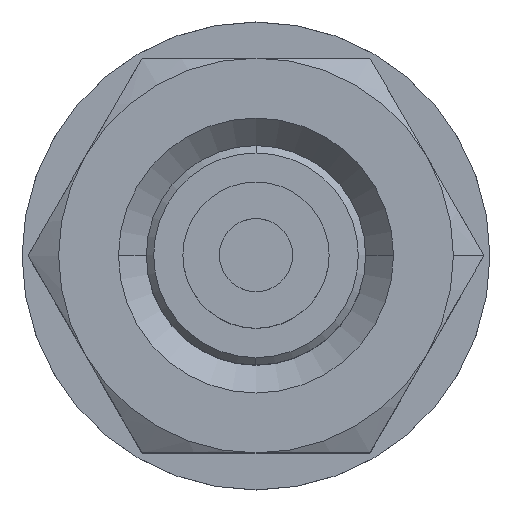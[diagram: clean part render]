
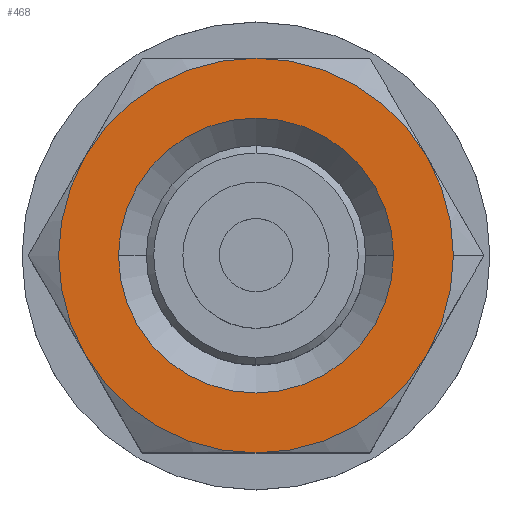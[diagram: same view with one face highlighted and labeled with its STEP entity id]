
A CAD part, top view. The second image highlights one B-rep face of the part: STEP entity #468.
In plain terms, the highlighted face is planar.
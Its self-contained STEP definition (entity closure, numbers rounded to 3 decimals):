
#19=CARTESIAN_POINT('',(0.,-2.3,0.));
#20=DIRECTION('',(0.,1.,0.));
#21=DIRECTION('',(0.,0.,1.));
#22=AXIS2_PLACEMENT_3D('',#19,#20,#21);
#24=CARTESIAN_POINT('',(0.,-2.3,0.));
#25=DIRECTION('',(0.,1.,0.));
#26=DIRECTION('',(0.5,0.,0.866));
#27=AXIS2_PLACEMENT_3D('',#24,#25,#26);
#29=CARTESIAN_POINT('',(0.,-2.3,0.));
#30=DIRECTION('',(0.,1.,0.));
#31=DIRECTION('',(1.,0.,0.));
#32=AXIS2_PLACEMENT_3D('',#29,#30,#31);
#34=CARTESIAN_POINT('',(0.,-2.3,0.));
#35=DIRECTION('',(0.,1.,0.));
#36=DIRECTION('',(0.5,0.,-0.866));
#37=AXIS2_PLACEMENT_3D('',#34,#35,#36);
#39=CARTESIAN_POINT('',(0.,-2.3,0.));
#40=DIRECTION('',(0.,1.,0.));
#41=DIRECTION('',(-0.5,0.,-0.866));
#42=AXIS2_PLACEMENT_3D('',#39,#40,#41);
#44=CARTESIAN_POINT('',(0.,-2.3,0.));
#45=DIRECTION('',(0.,1.,0.));
#46=DIRECTION('',(-1.,0.,0.));
#47=AXIS2_PLACEMENT_3D('',#44,#45,#46);
#49=CARTESIAN_POINT('',(0.,-2.3,0.));
#50=DIRECTION('',(0.,1.,0.));
#51=DIRECTION('',(-0.5,0.,0.866));
#52=AXIS2_PLACEMENT_3D('',#49,#50,#51);
#54=CARTESIAN_POINT('',(0.,-2.3,0.));
#55=DIRECTION('',(0.,-1.,0.));
#56=DIRECTION('',(0.,0.,1.));
#57=AXIS2_PLACEMENT_3D('',#54,#55,#56);
#59=CARTESIAN_POINT('',(0.,-2.3,0.));
#60=DIRECTION('',(0.,-1.,0.));
#61=DIRECTION('',(0.,0.,-1.));
#62=AXIS2_PLACEMENT_3D('',#59,#60,#61);
#100=CARTESIAN_POINT('',(2.7,-2.3,
0.));
#114=CARTESIAN_POINT('',(1.35,-2.3,2.338));
#325=CARTESIAN_POINT('',(1.35,-2.3,-2.338));
#341=CARTESIAN_POINT('',(-1.35,-2.3,
-2.338));
#357=CARTESIAN_POINT('',(-2.7,-2.3,
0.));
#359=CARTESIAN_POINT('',(0.,-2.3,-1.88));
#361=VERTEX_POINT('',#359);
#365=CARTESIAN_POINT('',(0.,-2.3,1.88));
#366=VERTEX_POINT('',#365);
#367=CARTESIAN_POINT('',(-1.35,-2.3,2.338));
#368=CARTESIAN_POINT('',(0.,-2.3,2.7));
#369=VERTEX_POINT('',#367);
#370=VERTEX_POINT('',#368);
#390=VERTEX_POINT('',#341);
#406=VERTEX_POINT('',#325);
#409=VERTEX_POINT('',#357);
#410=VERTEX_POINT('',#100);
#412=VERTEX_POINT('',#114);
#443=CARTESIAN_POINT('',(0.,-2.3,-0.001));
#444=DIRECTION('',(0.,1.,0.));
#445=DIRECTION('',(0.,0.,1.));
#446=AXIS2_PLACEMENT_3D('',#443,#444,#445);
#447=PLANE('',#446);
#449=ORIENTED_EDGE('',*,*,#448,.T.);
#451=ORIENTED_EDGE('',*,*,#450,.T.);
#453=ORIENTED_EDGE('',*,*,#452,.T.);
#455=ORIENTED_EDGE('',*,*,#454,.T.);
#457=ORIENTED_EDGE('',*,*,#456,.T.);
#459=ORIENTED_EDGE('',*,*,#458,.T.);
#461=ORIENTED_EDGE('',*,*,#460,.T.);
#462=EDGE_LOOP('',(#449,#451,#453,#455,#457,#459,#461));
#463=FACE_OUTER_BOUND('',#462,.F.);
#464=ORIENTED_EDGE('',*,*,#420,.T.);
#465=ORIENTED_EDGE('',*,*,#434,.T.);
#466=EDGE_LOOP('',(#464,#465));
#467=FACE_BOUND('',#466,.F.);
#468=ADVANCED_FACE('',(#463,#467),#447,.F.);
#23=CIRCLE('',#22,2.7);
#28=CIRCLE('',#27,2.7);
#33=CIRCLE('',#32,2.7);
#38=CIRCLE('',#37,2.7);
#43=CIRCLE('',#42,2.7);
#48=CIRCLE('',#47,2.7);
#53=CIRCLE('',#52,2.7);
#58=CIRCLE('',#57,1.88);
#63=CIRCLE('',#62,1.88);
#420=EDGE_CURVE('',#366,#361,#58,.T.);
#434=EDGE_CURVE('',#361,#366,#63,.T.);
#448=EDGE_CURVE('',#370,#412,#23,.T.);
#450=EDGE_CURVE('',#412,#410,#28,.T.);
#452=EDGE_CURVE('',#410,#406,#33,.T.);
#454=EDGE_CURVE('',#406,#390,#38,.T.);
#456=EDGE_CURVE('',#390,#409,#43,.T.);
#458=EDGE_CURVE('',#409,#369,#48,.T.);
#460=EDGE_CURVE('',#369,#370,#53,.T.);
